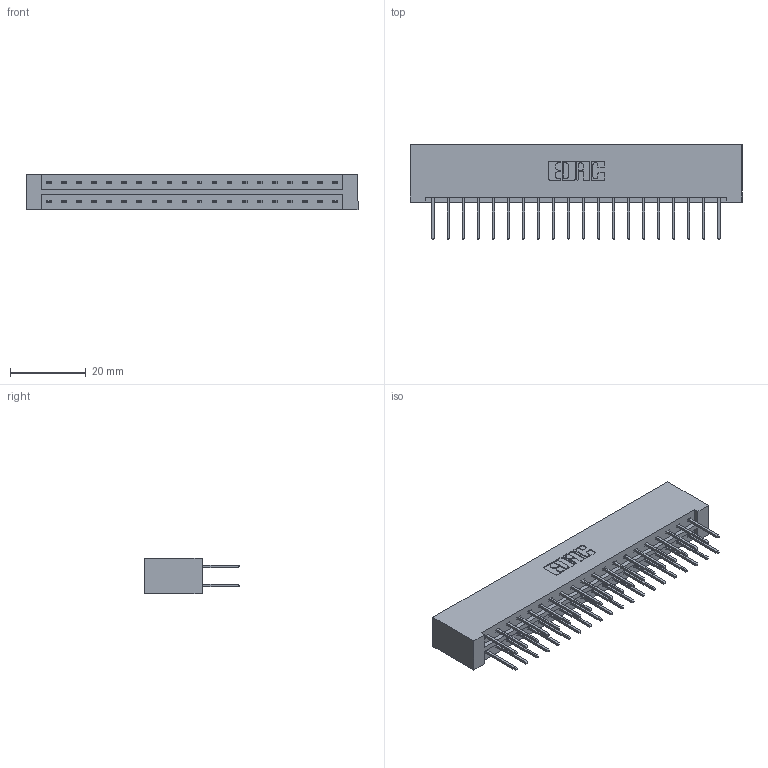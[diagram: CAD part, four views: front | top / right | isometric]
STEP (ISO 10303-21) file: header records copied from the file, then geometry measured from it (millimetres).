
FILE_DESCRIPTION (( 'STEP AP203' ), '1' );
FILE_NAME ('833-040-523-201.STEP', '2020-06-03T16:11:44', ( '' ), ( '' ), 'SwSTEP 2.0', 'SolidWorks 2020', '' );
FILE_SCHEMA (( 'CONFIG_CONTROL_DESIGN' ));
Length unit declared in the file: inch
Products named in the file (3): 833 Part_Lugless; 833-040-523-201; 345-292-001_345-293-123
Assembly tree (41 placements, depth 2):
  833-040-523-201
    833 Part_Lugless
    345-292-001_345-293-123  x40
Bounding box: 87.5 x 25.15 x 9.4 mm (x, y, z)
Volume: 9442 mm3; surface area: 11338.8 mm2
Topology: 41 solids, 41 shells, 2186 faces, 6487 edges, 4270 vertices
Faces by surface type: plane 1506, cylinder 680
Entity records: 15453 total; most frequent: CARTESIAN_POINT 2586, ORIENTED_EDGE 2522, DIRECTION 2241, EDGE_CURVE 1261, LINE 1141, VECTOR 1141, VERTEX_POINT 838, AXIS2_PLACEMENT_3D 550
